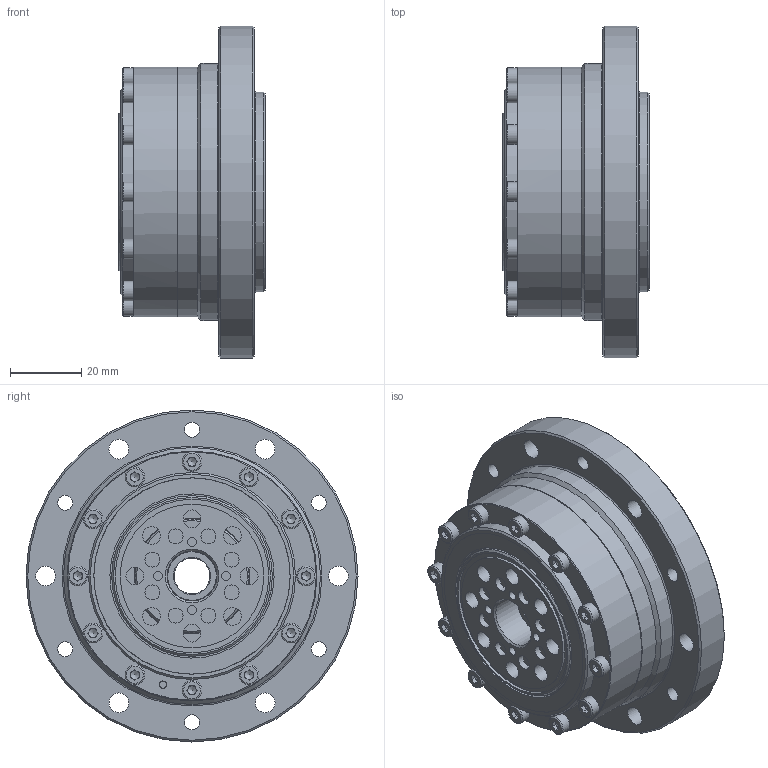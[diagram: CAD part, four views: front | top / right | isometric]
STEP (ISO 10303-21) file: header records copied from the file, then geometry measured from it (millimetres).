
FILE_DESCRIPTION(/* description */ ('STEP AP242','CAx-IF Rec.Pracs.---Representation and Presentation of Product Manufacturing Information (PMI)---4.0---2014-10-13','CAx-IF Rec.Pracs.---3D Tessellated Geometry---0.4---2014-09-14','2;1'),/* implementation_level */ '2;1');
FILE_NAME(/* name */ '68877a18d802c55501152e89',/* time_stamp */ '2025-07-28T13:24:41Z',/* author */ (''),/* organization */ (''),/* preprocessor_version */ 'ST-DEVELOPER v20',/* originating_system */ 'ONSHAPE BY PTC INC, 1.201',/* authorisation */ ' ');
FILE_SCHEMA (('AP242_MANAGED_MODEL_BASED_3D_ENGINEERING_MIM_LF { 1 0 10303 442 1 1 4 }'));
Length unit declared in the file: metre
Products named in the file (17): CS-20-II; hexagon socket head cap screws gb_GB_FASTENER_SCREWS_HSHCS M3X20-C; 3x10??; 20-??????; 20-??; hexagon socket head cap screws gb_GB_FASTENER_SCREWS_HSHCS M5X16-C; 20-???? <1>; ??-SF-20; 20????; ????-??-?3; ????-??-CS-20; hexagon socket head cap screws gb_GB_FASTENER_SCREWS_HSHCS M2.5X8-C
Assembly tree (86 placements, depth 3):
  CS-20-II
    hexagon socket head cap screws gb_GB_FASTENER_SCREWS_HSHCS M3X20-C  x12
    3x10??  x4
    20-??????
    20-??
    hexagon socket head cap screws gb_GB_FASTENER_SCREWS_HSHCS M5X16-C  x8
    20-??
    20-???? <1>
      ??-SF-20
      20????
    20-???? <1>
      ????-??-?3  x50
      20-??????
      ????-??-CS-20
      hexagon socket head cap screws gb_GB_FASTENER_SCREWS_HSHCS M2.5X8-C
      20-??????
      20-??????
Bounding box: 41 x 93 x 93 mm (x, y, z)
Volume: 126112 mm3; surface area: 84297.1 mm2
Topology: 84 solids, 84 shells, 967 faces, 1961 edges, 1216 vertices
Faces by surface type: plane 487, cylinder 234, cone 209, torus 32, bspline 5
Full cylindrical faces by diameter (mm): 2.05 x1, 2.5 x17, 2.9 x1, 3 x74, 3.3 x4, 3.5 x12, 4.2 x14, 4.5 x1, 5 x17, 5.5 x34, 8.5 x8, 10 x1, 14 x3, 20 x1, 32 x1, 33.7 x1, 34 x1, 35.56 x1, 38.366 x2, 40.2 x1, 41 x1, 43 x1, 45 x3, 46 x1, 46.399 x2, 49.068 x2, 49.5 x2, 49.77 x1, 50.5 x2, 51.2 x1
Entity records: 11338 total; most frequent: CARTESIAN_POINT 2835, DIRECTION 1761, ORIENTED_EDGE 1046, AXIS2_PLACEMENT_3D 817, FACE_BOUND 769, EDGE_LOOP 754, EDGE_CURVE 523, VERTEX_POINT 470
